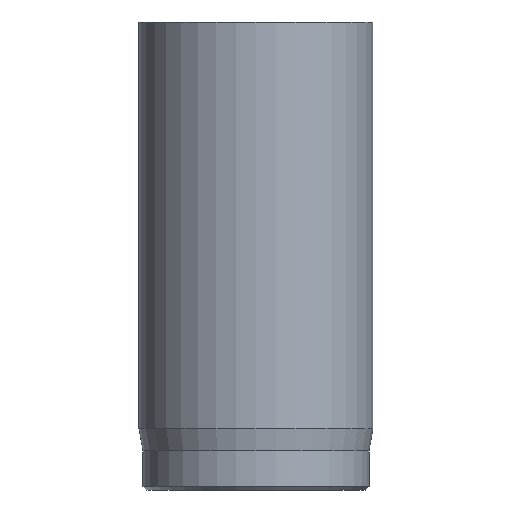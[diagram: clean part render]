
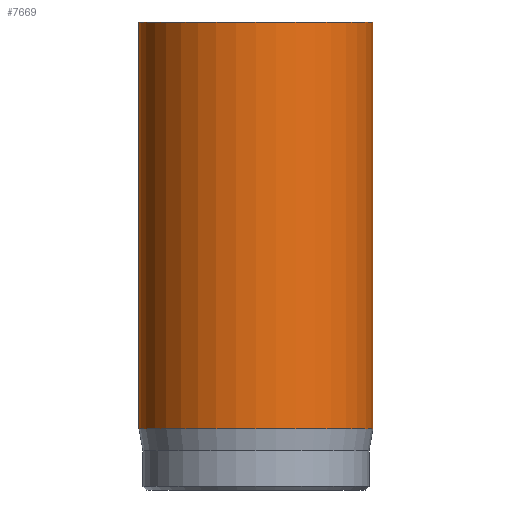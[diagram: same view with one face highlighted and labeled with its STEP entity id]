
A CAD part, front view. The second image highlights one B-rep face of the part: STEP entity #7669.
In plain terms, the highlighted cylindrical face has radius 3 mm (diameter 6 mm), a full revolution.
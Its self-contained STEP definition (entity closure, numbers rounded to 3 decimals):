
#31=CYLINDRICAL_SURFACE('',#7993,3.);
#45=CIRCLE('',#7969,3.);
#56=CIRCLE('',#7991,3.);
#57=CIRCLE('',#7992,3.);
#1061=FACE_OUTER_BOUND('',#1532,.T.);
#1532=EDGE_LOOP('',(#6931,#6932,#6933,#6934,#6935));
#2243=LINE('',#13887,#2960);
#2960=VECTOR('',#9200,3.);
#3681=VERTEX_POINT('',#13841);
#3693=VERTEX_POINT('',#13881);
#3694=VERTEX_POINT('',#13882);
#4762=EDGE_CURVE('',#3681,#3681,#45,.T.);
#4779=EDGE_CURVE('',#3693,#3694,#56,.T.);
#4780=EDGE_CURVE('',#3694,#3693,#57,.T.);
#4782=EDGE_CURVE('',#3681,#3693,#2243,.T.);
#6931=ORIENTED_EDGE('',*,*,#4762,.T.);
#6932=ORIENTED_EDGE('',*,*,#4782,.T.);
#6933=ORIENTED_EDGE('',*,*,#4779,.T.);
#6934=ORIENTED_EDGE('',*,*,#4780,.T.);
#6935=ORIENTED_EDGE('',*,*,#4782,.F.);
#7669=ADVANCED_FACE('',(#1061),#31,.T.);
#7969=AXIS2_PLACEMENT_3D('',#13842,#9143,#9144);
#7991=AXIS2_PLACEMENT_3D('',#13883,#9193,#9194);
#7992=AXIS2_PLACEMENT_3D('',#13884,#9195,#9196);
#7993=AXIS2_PLACEMENT_3D('',#13886,#9198,#9199);
#9143=DIRECTION('center_axis',(0.,0.,-1.));
#9144=DIRECTION('ref_axis',(-1.,0.,0.));
#9193=DIRECTION('center_axis',(0.,0.,1.));
#9194=DIRECTION('ref_axis',(-1.,0.,0.));
#9195=DIRECTION('center_axis',(0.,0.,1.));
#9196=DIRECTION('ref_axis',(-1.,0.,0.));
#9198=DIRECTION('center_axis',(0.,0.,1.));
#9199=DIRECTION('ref_axis',(-1.,0.,0.));
#9200=DIRECTION('',(0.,0.,-1.));
#13841=CARTESIAN_POINT('',(3.,0.,12.));
#13842=CARTESIAN_POINT('Origin',(0.,0.,12.));
#13881=CARTESIAN_POINT('',(3.,0.,1.567));
#13882=CARTESIAN_POINT('',(-3.,0.,1.567));
#13883=CARTESIAN_POINT('Origin',(0.,0.,1.567));
#13884=CARTESIAN_POINT('Origin',(0.,0.,1.567));
#13886=CARTESIAN_POINT('Origin',(0.,0.,0.));
#13887=CARTESIAN_POINT('',(3.,0.,0.));
